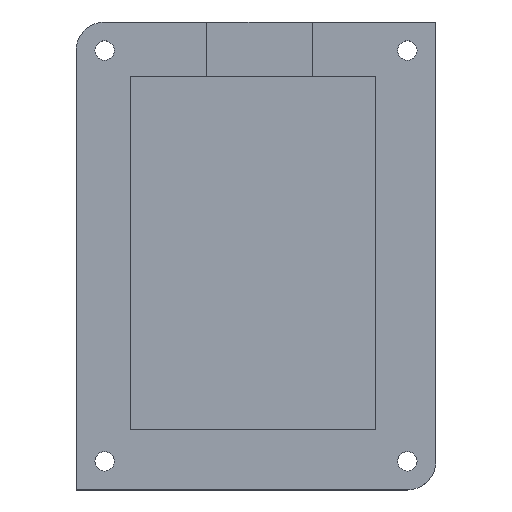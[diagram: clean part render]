
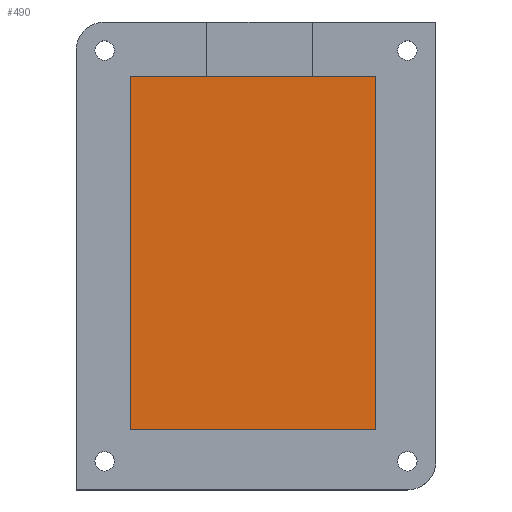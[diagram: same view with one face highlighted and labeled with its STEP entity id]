
A CAD part, top view. The second image highlights one B-rep face of the part: STEP entity #490.
In plain terms, the highlighted planar face has unit normal (0, 0, 1).
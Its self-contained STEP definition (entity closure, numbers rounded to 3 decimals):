
#38=PLANE('',#541);
#58=FACE_OUTER_BOUND('',#90,.T.);
#90=EDGE_LOOP('',(#397,#398,#399,#400));
#146=LINE('',#799,#192);
#148=LINE('',#804,#194);
#149=LINE('',#805,#195);
#150=LINE('',#806,#196);
#192=VECTOR('',#640,10.);
#194=VECTOR('',#644,10.);
#195=VECTOR('',#645,10.);
#196=VECTOR('',#646,10.);
#257=VERTEX_POINT('',#796);
#258=VERTEX_POINT('',#798);
#259=VERTEX_POINT('',#802);
#260=VERTEX_POINT('',#803);
#310=EDGE_CURVE('',#257,#258,#146,.T.);
#312=EDGE_CURVE('',#259,#260,#148,.T.);
#313=EDGE_CURVE('',#258,#259,#149,.T.);
#314=EDGE_CURVE('',#260,#257,#150,.T.);
#397=ORIENTED_EDGE('',*,*,#312,.F.);
#398=ORIENTED_EDGE('',*,*,#313,.F.);
#399=ORIENTED_EDGE('',*,*,#310,.F.);
#400=ORIENTED_EDGE('',*,*,#314,.F.);
#490=ADVANCED_FACE('',(#58),#38,.T.);
#541=AXIS2_PLACEMENT_3D('',#801,#642,#643);
#640=DIRECTION('',(1.,0.,0.));
#642=DIRECTION('center_axis',(0.,0.,1.));
#643=DIRECTION('ref_axis',(1.,0.,0.));
#644=DIRECTION('',(-1.,0.,0.));
#645=DIRECTION('',(0.,-1.,0.));
#646=DIRECTION('',(0.,1.,0.));
#796=CARTESIAN_POINT('',(-24.192,75.052,3.));
#798=CARTESIAN_POINT('',(18.808,75.052,3.));
#799=CARTESIAN_POINT('',(-13.442,75.052,3.));
#801=CARTESIAN_POINT('Origin',(-2.692,44.102,3.));
#802=CARTESIAN_POINT('',(18.808,13.152,3.));
#803=CARTESIAN_POINT('',(-24.192,13.152,3.));
#804=CARTESIAN_POINT('',(8.058,13.152,3.));
#805=CARTESIAN_POINT('',(18.808,59.577,3.));
#806=CARTESIAN_POINT('',(-24.192,28.627,3.));
